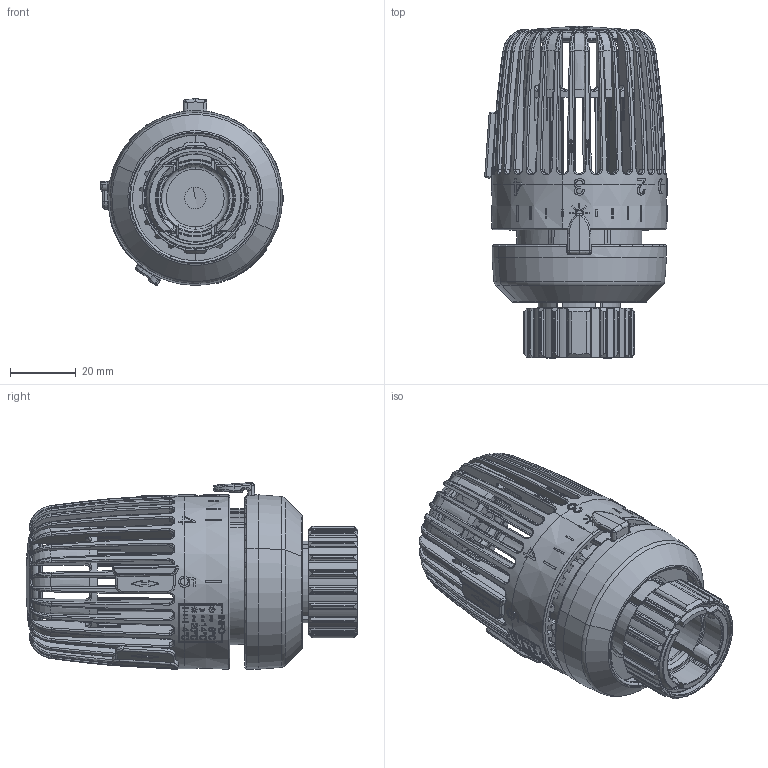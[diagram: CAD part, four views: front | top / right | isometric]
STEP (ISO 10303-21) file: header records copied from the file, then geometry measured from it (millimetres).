
FILE_DESCRIPTION((''),'2;1');
FILE_NAME('9710-24-500-30-EINGEB_SW0001','2015-07-30T',('marann'),(''),'PRO/ENGINEER BY PARAMETRIC TECHNOLOGY CORPORATION, 2011490','PRO/ENGINEER BY PARAMETRIC TECHNOLOGY CORPORATION, 2011490','');
FILE_SCHEMA(('CONFIG_CONTROL_DESIGN'));
Length unit declared in the file: millimetre
Products named in the file (1): 9710-24-500-30-EINGEB_SW0001
Bounding box: 55.32 x 100.6 x 56.6 mm (x, y, z)
Volume: 49873.8 mm3; surface area: 61250.1 mm2
Topology: 79 solids, 79 shells, 4127 faces, 11209 edges, 7164 vertices
Faces by surface type: plane 1547, cylinder 1040, bspline 832, torus 326, cone 285, sphere 51, extrusion 46
Entity records: 192346 total; most frequent: CARTESIAN_POINT 96251, ORIENTED_EDGE 22402, DIRECTION 16795, EDGE_CURVE 11201, VERTEX_POINT 7164, AXIS2_PLACEMENT_3D 5928, VECTOR 4939, LINE 4893
